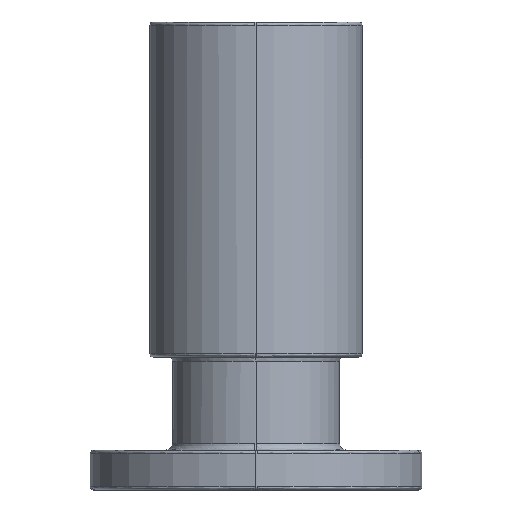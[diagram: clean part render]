
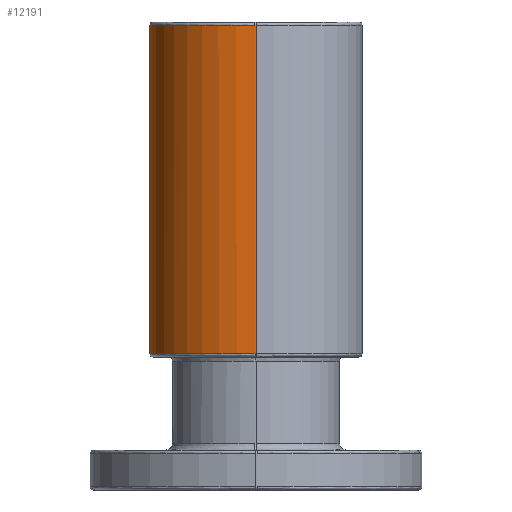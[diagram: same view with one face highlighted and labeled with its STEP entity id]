
A CAD part, left-side view. The second image highlights one B-rep face of the part: STEP entity #12191.
In plain terms, the highlighted cylindrical face has radius 16 mm (diameter 32 mm), a partial arc.
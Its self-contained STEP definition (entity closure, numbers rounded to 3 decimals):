
#11301=CARTESIAN_POINT(' ',(-16.,59.811,0.));
#11302=VERTEX_POINT(' ',#11301);
#11316=CARTESIAN_POINT(' ',(-16.,59.811,0.));
#11321=CARTESIAN_POINT(' ',(-16.,59.811,0.67));
#11326=CARTESIAN_POINT(' ',(-15.955,59.994,1.337));
#11331=CARTESIAN_POINT(' ',(-15.828,60.614,2.389));
#11336=CARTESIAN_POINT(' ',(-15.756,61.005,2.803));
#11341=CARTESIAN_POINT(' ',(-15.66,61.726,3.289));
#11346=CARTESIAN_POINT(' ',(-15.628,62.011,3.432));
#11351=CARTESIAN_POINT(' ',(-15.575,62.672,3.665));
#11356=CARTESIAN_POINT(' ',(-15.558,63.056,3.737));
#11361=CARTESIAN_POINT(' ',(-15.553,63.766,3.758));
#11366=CARTESIAN_POINT(' ',(-15.561,64.09,3.725));
#11371=CARTESIAN_POINT(' ',(-15.602,64.857,3.547));
#11376=CARTESIAN_POINT(' ',(-15.646,65.288,3.357));
#11381=CARTESIAN_POINT(' ',(-15.753,66.084,2.815));
#11386=CARTESIAN_POINT(' ',(-15.817,66.44,2.451));
#11391=CARTESIAN_POINT(' ',(-15.871,66.712,2.031));
#11396=B_SPLINE_CURVE_WITH_KNOTS('',3,(#11316,#11321,#11326,#11331,#11336,#11341,#11346,#11351,#11356,#11361,#11366,#11371,#11376,#11381,#11386,#11391),.UNSPECIFIED.,.F.,.U.,(4,2,2,2,2,2,2,4),(0.,0.207,0.38,0.48,0.6,0.7,0.844,1.),.UNSPECIFIED.);
#11401=CARTESIAN_POINT(' ',(-15.871,66.712,2.031));
#11402=VERTEX_POINT(' ',#11401);
#11406=EDGE_CURVE(' ',#11302,#11402,#11396,.T.);
#11416=CARTESIAN_POINT(' ',(-15.871,66.712,2.031));
#11421=DIRECTION(' ',(-0.106,0.535,-0.838));
#11426=VECTOR(' ',#11421,1.);
#11431=LINE('',#11416,#11426);
#11436=CARTESIAN_POINT(' ',(-15.875,66.734,1.996));
#11437=VERTEX_POINT(' ',#11436);
#11441=EDGE_CURVE(' ',#11402,#11437,#11431,.T.);
#11451=CARTESIAN_POINT(' ',(-15.273,63.694,-0.007));
#11456=DIRECTION(' ',(-0.98,-0.197,0.004));
#11461=DIRECTION(' ',(-0.163,0.824,0.543));
#11466=AXIS2_PLACEMENT_3D(' ',#11451,#11456,#11461);
#11471=CIRCLE('',#11466,3.69);
#11476=CARTESIAN_POINT(' ',(-16.,67.312,0.));
#11477=VERTEX_POINT(' ',#11476);
#11481=EDGE_CURVE(' ',#11437,#11477,#11471,.T.);
#11856=CARTESIAN_POINT(' ',(0.,73.025,0.));
#11861=DIRECTION(' ',(0.,-1.,0.));
#11866=DIRECTION(' ',(1.,-0.,0.));
#11871=AXIS2_PLACEMENT_3D(' ',#11856,#11861,#11866);
#11876=CYLINDRICAL_SURFACE(' ',#11871,16.);
#11881=ORIENTED_EDGE(' ',*,*,#11441,.F.);
#11886=ORIENTED_EDGE(' ',*,*,#11406,.F.);
#11891=CARTESIAN_POINT(' ',(-16.,20.5,0.));
#11896=DIRECTION(' ',(0.,1.,0.));
#11901=VECTOR(' ',#11896,1.);
#11906=LINE('',#11891,#11901);
#11911=CARTESIAN_POINT(' ',(-16.,20.5,0.));
#11912=VERTEX_POINT(' ',#11911);
#11916=EDGE_CURVE(' ',#11912,#11302,#11906,.T.);
#11921=ORIENTED_EDGE(' ',*,*,#11916,.F.);
#11926=CARTESIAN_POINT(' ',(0.,20.5,0.));
#11931=DIRECTION(' ',(0.,1.,0.));
#11936=DIRECTION(' ',(-1.,0.,0.));
#11941=AXIS2_PLACEMENT_3D(' ',#11926,#11931,#11936);
#11946=CIRCLE('',#11941,16.);
#11951=CARTESIAN_POINT(' ',(15.999,20.5,0.148));
#11952=VERTEX_POINT(' ',#11951);
#11956=EDGE_CURVE(' ',#11912,#11952,#11946,.T.);
#11961=ORIENTED_EDGE(' ',*,*,#11956,.T.);
#11966=CARTESIAN_POINT(' ',(15.999,20.5,0.148));
#11971=DIRECTION(' ',(0.005,0.,-1.));
#11976=VECTOR(' ',#11971,1.);
#11981=LINE('',#11966,#11976);
#11986=CARTESIAN_POINT(' ',(16.,20.5,0.));
#11987=VERTEX_POINT(' ',#11986);
#11991=EDGE_CURVE(' ',#11952,#11987,#11981,.T.);
#11996=ORIENTED_EDGE(' ',*,*,#11991,.T.);
#12001=CARTESIAN_POINT(' ',(16.,20.5,0.));
#12006=DIRECTION(' ',(0.,1.,0.));
#12011=VECTOR(' ',#12006,1.);
#12016=LINE('',#12001,#12011);
#12021=CARTESIAN_POINT(' ',(16.,70.,0.));
#12022=VERTEX_POINT(' ',#12021);
#12026=EDGE_CURVE(' ',#11987,#12022,#12016,.T.);
#12031=ORIENTED_EDGE(' ',*,*,#12026,.T.);
#12036=CARTESIAN_POINT(' ',(15.999,70.,0.218));
#12041=DIRECTION(' ',(0.007,0.,-1.));
#12046=VECTOR(' ',#12041,1.);
#12051=LINE('',#12036,#12046);
#12056=CARTESIAN_POINT(' ',(15.999,70.,0.218));
#12057=VERTEX_POINT(' ',#12056);
#12061=EDGE_CURVE(' ',#12057,#12022,#12051,.T.);
#12066=ORIENTED_EDGE(' ',*,*,#12061,.F.);
#12071=CARTESIAN_POINT(' ',(0.,70.,0.));
#12076=DIRECTION(' ',(0.,1.,0.));
#12081=DIRECTION(' ',(-1.,0.,0.));
#12086=AXIS2_PLACEMENT_3D(' ',#12071,#12076,#12081);
#12091=CIRCLE('',#12086,16.);
#12096=CARTESIAN_POINT(' ',(-16.,70.,0.));
#12097=VERTEX_POINT(' ',#12096);
#12101=EDGE_CURVE(' ',#12097,#12057,#12091,.T.);
#12106=ORIENTED_EDGE(' ',*,*,#12101,.F.);
#12111=CARTESIAN_POINT(' ',(-16.,69.151,0.));
#12116=DIRECTION(' ',(0.,1.,0.));
#12121=VECTOR(' ',#12116,1.);
#12126=LINE('',#12111,#12121);
#12131=CARTESIAN_POINT(' ',(-16.,69.151,0.));
#12132=VERTEX_POINT(' ',#12131);
#12136=EDGE_CURVE(' ',#12132,#12097,#12126,.T.);
#12141=ORIENTED_EDGE(' ',*,*,#12136,.F.);
#12146=CARTESIAN_POINT(' ',(-16.,67.312,0.));
#12151=DIRECTION(' ',(0.,1.,0.));
#12156=VECTOR(' ',#12151,1.);
#12161=LINE('',#12146,#12156);
#12166=EDGE_CURVE(' ',#11477,#12132,#12161,.T.);
#12171=ORIENTED_EDGE(' ',*,*,#12166,.F.);
#12176=ORIENTED_EDGE(' ',*,*,#11481,.F.);
#12181=EDGE_LOOP(' ',(#11881,#11886,#11921,#11961,#11996,#12031,#12066,#12106,#12141,#12171,#12176));
#12186=FACE_OUTER_BOUND(' ',#12181,.T.);
#12191=ADVANCED_FACE('',(#12186),#11876,.T.);
